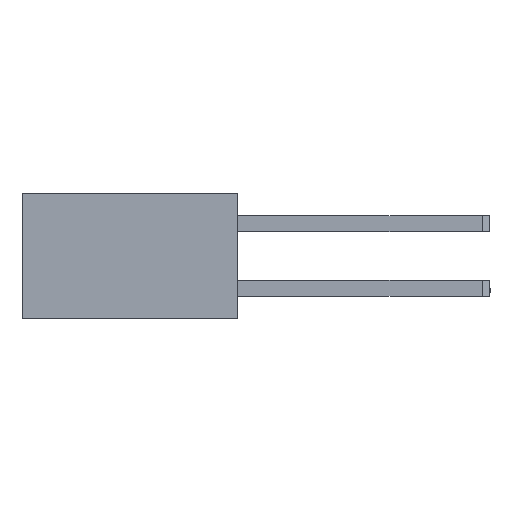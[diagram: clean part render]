
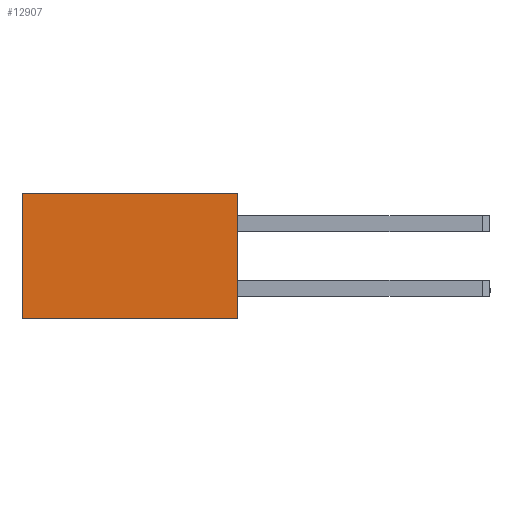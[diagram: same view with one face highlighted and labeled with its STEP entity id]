
A CAD part, left-side view. The second image highlights one B-rep face of the part: STEP entity #12907.
In plain terms, the highlighted planar face has unit normal (-1, 0, 0).
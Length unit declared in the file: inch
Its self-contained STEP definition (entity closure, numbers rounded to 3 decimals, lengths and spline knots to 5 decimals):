
#1055=ORIENTED_EDGE('',*,*,#4448,.T.);
#1056=ORIENTED_EDGE('',*,*,#3803,.F.);
#1057=ORIENTED_EDGE('',*,*,#4495,.F.);
#1058=ORIENTED_EDGE('',*,*,#3795,.T.);
#3795=EDGE_CURVE('',#5632,#5631,#6855,.T.);
#3803=EDGE_CURVE('',#5639,#5640,#6863,.T.);
#4448=EDGE_CURVE('',#5631,#5640,#7508,.T.);
#4495=EDGE_CURVE('',#5632,#5639,#7555,.T.);
#5631=VERTEX_POINT('',#17401);
#5632=VERTEX_POINT('',#17403);
#5639=VERTEX_POINT('',#17418);
#5640=VERTEX_POINT('',#17420);
#6855=LINE('',#17402,#8691);
#6863=LINE('',#17419,#8699);
#7508=LINE('',#18708,#9344);
#7555=LINE('',#18779,#9391);
#8691=VECTOR('',#14145,39.37008);
#8699=VECTOR('',#14155,39.37008);
#9344=VECTOR('',#15170,39.37008);
#9391=VECTOR('',#15265,39.37008);
#10645=EDGE_LOOP('',(#1055,#1056,#1057,#1058));
#11445=FACE_BOUND('',#10645,.T.);
#12245=PLANE('',#13595);
#12907=ADVANCED_FACE('',(#11445),#12245,.F.);
#13595=AXIS2_PLACEMENT_3D('',#18778,#15263,#15264);
#14145=DIRECTION('',(0.,-1.,0.));
#14155=DIRECTION('',(0.,-1.,0.));
#15170=DIRECTION('',(0.,0.,1.));
#15263=DIRECTION('',(1.,0.,0.));
#15264=DIRECTION('',(0.,0.,-1.));
#15265=DIRECTION('',(0.,0.,1.));
#17401=CARTESIAN_POINT('',(-1.16,0.,-0.0975));
#17402=CARTESIAN_POINT('',(-1.16,0.335,-0.0975));
#17403=CARTESIAN_POINT('',(-1.16,0.335,-0.0975));
#17418=CARTESIAN_POINT('',(-1.16,0.335,0.0975));
#17419=CARTESIAN_POINT('',(-1.16,0.335,0.0975));
#17420=CARTESIAN_POINT('',(-1.16,0.,0.0975));
#18708=CARTESIAN_POINT('',(-1.16,0.,-0.0975));
#18778=CARTESIAN_POINT('',(-1.16,0.335,-0.0975));
#18779=CARTESIAN_POINT('',(-1.16,0.335,-0.0975));
